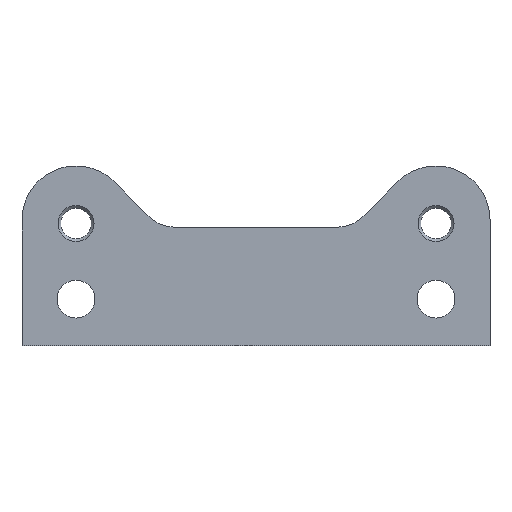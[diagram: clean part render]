
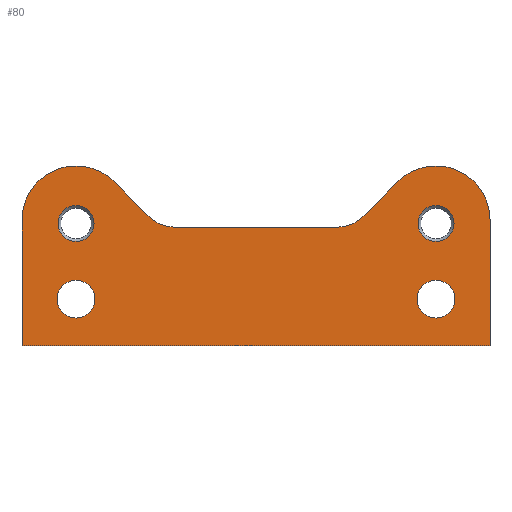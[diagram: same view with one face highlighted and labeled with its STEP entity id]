
A CAD part, top view. The second image highlights one B-rep face of the part: STEP entity #80.
In plain terms, the highlighted planar face has unit normal (0, 0, 1).
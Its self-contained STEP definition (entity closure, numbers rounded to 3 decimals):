
#38=FACE_BOUND('',#118,.T.);
#39=FACE_BOUND('',#119,.T.);
#40=FACE_BOUND('',#120,.T.);
#41=FACE_BOUND('',#121,.T.);
#42=FACE_BOUND('',#122,.T.);
#70=PLANE('',#387);
#80=ADVANCED_FACE('',(#38,#39,#40,#41,#42),#70,.F.);
#118=EDGE_LOOP('',(#222));
#119=EDGE_LOOP('',(#223));
#120=EDGE_LOOP('',(#224));
#121=EDGE_LOOP('',(#225));
#122=EDGE_LOOP('',(#226,#227,#228,#229,#230,#231,#232,#233,#234,#235));
#148=LINE('',#523,#170);
#151=LINE('',#529,#173);
#157=LINE('',#543,#179);
#161=LINE('',#555,#183);
#164=LINE('',#561,#186);
#167=LINE('',#566,#189);
#170=VECTOR('',#419,1.);
#173=VECTOR('',#424,1.);
#179=VECTOR('',#432,1.);
#183=VECTOR('',#444,1.);
#186=VECTOR('',#449,1.);
#189=VECTOR('',#454,1.);
#222=ORIENTED_EDGE('',*,*,#332,.T.);
#223=ORIENTED_EDGE('',*,*,#333,.T.);
#224=ORIENTED_EDGE('',*,*,#334,.T.);
#225=ORIENTED_EDGE('',*,*,#335,.T.);
#226=ORIENTED_EDGE('',*,*,#331,.F.);
#227=ORIENTED_EDGE('',*,*,#328,.F.);
#228=ORIENTED_EDGE('',*,*,#325,.F.);
#229=ORIENTED_EDGE('',*,*,#322,.F.);
#230=ORIENTED_EDGE('',*,*,#319,.F.);
#231=ORIENTED_EDGE('',*,*,#336,.T.);
#232=ORIENTED_EDGE('',*,*,#313,.F.);
#233=ORIENTED_EDGE('',*,*,#337,.T.);
#234=ORIENTED_EDGE('',*,*,#310,.F.);
#235=ORIENTED_EDGE('',*,*,#308,.F.);
#276=VERTEX_POINT('',#518);
#277=VERTEX_POINT('',#520);
#278=VERTEX_POINT('',#524);
#280=VERTEX_POINT('',#530);
#281=VERTEX_POINT('',#531);
#286=VERTEX_POINT('',#542);
#287=VERTEX_POINT('',#544);
#289=VERTEX_POINT('',#550);
#291=VERTEX_POINT('',#556);
#293=VERTEX_POINT('',#562);
#294=VERTEX_POINT('',#569);
#295=VERTEX_POINT('',#571);
#296=VERTEX_POINT('',#573);
#297=VERTEX_POINT('',#575);
#308=EDGE_CURVE('',#276,#277,#349,.T.);
#310=EDGE_CURVE('',#277,#278,#148,.T.);
#313=EDGE_CURVE('',#280,#281,#151,.T.);
#319=EDGE_CURVE('',#286,#287,#157,.T.);
#322=EDGE_CURVE('',#287,#289,#351,.T.);
#325=EDGE_CURVE('',#289,#291,#161,.T.);
#328=EDGE_CURVE('',#291,#293,#164,.T.);
#331=EDGE_CURVE('',#293,#276,#167,.T.);
#332=EDGE_CURVE('',#294,#294,#352,.T.);
#333=EDGE_CURVE('',#295,#295,#353,.T.);
#334=EDGE_CURVE('',#296,#296,#354,.T.);
#335=EDGE_CURVE('',#297,#297,#355,.T.);
#336=EDGE_CURVE('',#286,#281,#356,.T.);
#337=EDGE_CURVE('',#280,#278,#357,.T.);
#349=CIRCLE('',#370,15.);
#351=CIRCLE('',#376,15.);
#352=CIRCLE('',#381,5.25);
#353=CIRCLE('',#382,5.25);
#354=CIRCLE('',#383,5.);
#355=CIRCLE('',#384,5.);
#356=CIRCLE('',#385,10.);
#357=CIRCLE('',#386,10.);
#370=AXIS2_PLACEMENT_3D('',#519,#414,#415);
#376=AXIS2_PLACEMENT_3D('',#549,#438,#439);
#381=AXIS2_PLACEMENT_3D('',#568,#457,#458);
#382=AXIS2_PLACEMENT_3D('',#570,#459,#460);
#383=AXIS2_PLACEMENT_3D('',#572,#461,#462);
#384=AXIS2_PLACEMENT_3D('',#574,#463,#464);
#385=AXIS2_PLACEMENT_3D('',#576,#465,#466);
#386=AXIS2_PLACEMENT_3D('',#577,#467,#468);
#387=AXIS2_PLACEMENT_3D('',#578,#469,#470);
#414=DIRECTION('',(0.,0.,-1.));
#415=DIRECTION('',(-1.,0.,0.));
#419=DIRECTION('',(0.707,-0.707,0.));
#424=DIRECTION('',(1.,0.,0.));
#432=DIRECTION('',(0.707,0.707,0.));
#438=DIRECTION('',(0.,0.,-1.));
#439=DIRECTION('',(1.,0.,0.));
#444=DIRECTION('',(0.,-1.,0.));
#449=DIRECTION('',(-1.,0.,0.));
#454=DIRECTION('',(0.,1.,0.));
#457=DIRECTION('',(0.,0.,-1.));
#458=DIRECTION('',(-1.,0.,0.));
#459=DIRECTION('',(0.,0.,-1.));
#460=DIRECTION('',(-1.,0.,0.));
#461=DIRECTION('',(0.,0.,-1.));
#462=DIRECTION('',(-1.,0.,0.));
#463=DIRECTION('',(0.,0.,-1.));
#464=DIRECTION('',(-1.,0.,0.));
#465=DIRECTION('',(0.,0.,-1.));
#466=DIRECTION('',(-1.,0.,0.));
#467=DIRECTION('',(0.,0.,-1.));
#468=DIRECTION('',(-1.,0.,0.));
#469=DIRECTION('',(0.,0.,-1.));
#470=DIRECTION('',(-1.,0.,0.));
#518=CARTESIAN_POINT('',(-65.,35.,13.));
#519=CARTESIAN_POINT('',(-50.,35.,13.));
#520=CARTESIAN_POINT('',(-39.393,45.607,13.));
#523=CARTESIAN_POINT('',(-39.393,45.607,13.));
#524=CARTESIAN_POINT('',(-29.716,35.929,13.));
#529=CARTESIAN_POINT('',(-26.787,33.,13.));
#530=CARTESIAN_POINT('',(-22.645,33.,13.));
#531=CARTESIAN_POINT('',(22.645,33.,13.));
#542=CARTESIAN_POINT('',(29.716,35.929,13.));
#543=CARTESIAN_POINT('',(26.787,33.,13.));
#544=CARTESIAN_POINT('',(39.393,45.607,13.));
#549=CARTESIAN_POINT('',(50.,35.,13.));
#550=CARTESIAN_POINT('',(65.,35.,13.));
#555=CARTESIAN_POINT('',(65.,35.,13.));
#556=CARTESIAN_POINT('',(65.,0.,13.));
#561=CARTESIAN_POINT('',(65.,0.,13.));
#562=CARTESIAN_POINT('',(-65.,0.,13.));
#566=CARTESIAN_POINT('',(-65.,24.,13.));
#568=CARTESIAN_POINT('',(50.,13.,13.));
#569=CARTESIAN_POINT('',(44.75,13.,13.));
#570=CARTESIAN_POINT('',(-50.,13.,13.));
#571=CARTESIAN_POINT('',(-55.25,13.,13.));
#572=CARTESIAN_POINT('',(50.,34.,13.));
#573=CARTESIAN_POINT('',(45.,34.,13.));
#574=CARTESIAN_POINT('',(-50.,34.,13.));
#575=CARTESIAN_POINT('',(-55.,34.,13.));
#576=CARTESIAN_POINT('',(22.645,43.,13.));
#577=CARTESIAN_POINT('',(-22.645,43.,13.));
#578=CARTESIAN_POINT('',(-50.,35.,13.));
